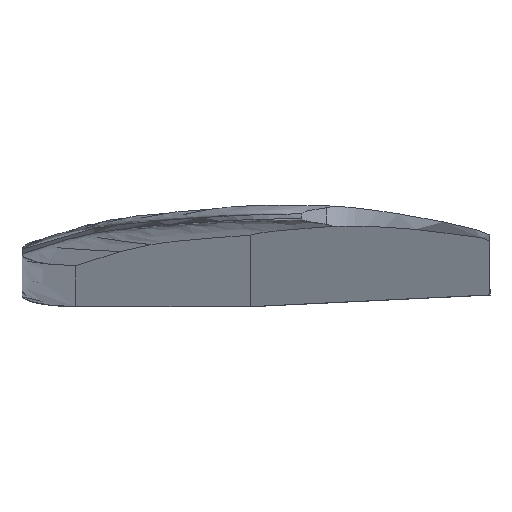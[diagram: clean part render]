
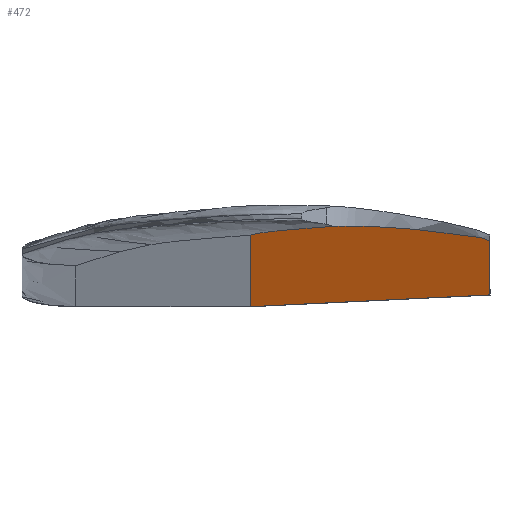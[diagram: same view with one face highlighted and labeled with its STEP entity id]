
A CAD part, left-side view. The second image highlights one B-rep face of the part: STEP entity #472.
In plain terms, the highlighted planar face has unit normal (-0.052, -0.049, -0.997).
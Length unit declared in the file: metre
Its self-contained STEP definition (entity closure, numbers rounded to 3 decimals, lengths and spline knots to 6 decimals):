
#36=LINE('',#744,#62);
#50=LINE('',#1957,#76);
#51=LINE('',#2304,#77);
#62=VECTOR('',#520,1.);
#76=VECTOR('',#550,1.);
#77=VECTOR('',#553,1.);
#197=ORIENTED_EDGE('',*,*,#289,.F.);
#198=ORIENTED_EDGE('',*,*,#243,.T.);
#199=ORIENTED_EDGE('',*,*,#280,.T.);
#200=ORIENTED_EDGE('',*,*,#288,.T.);
#201=ORIENTED_EDGE('',*,*,#286,.T.);
#243=EDGE_CURVE('',#311,#310,#36,.T.);
#280=EDGE_CURVE('',#310,#333,#375,.T.);
#286=EDGE_CURVE('',#336,#335,#50,.T.);
#288=EDGE_CURVE('',#333,#336,#380,.T.);
#289=EDGE_CURVE('',#311,#335,#51,.T.);
#310=VERTEX_POINT('',#743);
#311=VERTEX_POINT('',#745);
#333=VERTEX_POINT('',#1700);
#335=VERTEX_POINT('',#1956);
#336=VERTEX_POINT('',#1958);
#375=B_SPLINE_CURVE_WITH_KNOTS('',3,(#1701,#1702,#1703,#1704,#1705,#1706,
#1707,#1708,#1709,#1710,#1711,#1712,#1713,#1714,#1715,#1716,#1717,#1718,
#1719),.UNSPECIFIED.,.F.,.F.,(4,1,1,1,1,1,1,1,1,1,1,1,1,1,1,1,4),(0.,0.002432,
0.004864,0.009728,0.014592,0.019456,
0.029184,0.038913,0.048641,0.053505,
0.058369,0.063233,0.068097,0.070529,
0.072961,0.075393,0.077825),.UNSPECIFIED.);
#380=B_SPLINE_CURVE_WITH_KNOTS('',3,(#2265,#2266,#2267,#2268,#2269,#2270,
#2271,#2272,#2273,#2274,#2275,#2276,#2277,#2278,#2279,#2280,#2281,#2282,
#2283,#2284,#2285,#2286,#2287,#2288,#2289,#2290,#2291,#2292,#2293,#2294,
#2295,#2296,#2297,#2298,#2299,#2300,#2301,#2302),.UNSPECIFIED.,.F.,.F.,
(4,1,1,1,1,1,1,1,1,1,1,1,1,1,1,1,1,1,1,1,1,1,1,1,1,1,1,1,1,1,1,1,1,1,1,
4),(0.,0.0625,0.078125,0.09375,0.125,0.1875,0.21875,0.234375,0.25,0.265625,
0.28125,0.3125,0.34375,0.359375,0.375,0.390625,0.40625,0.4375,0.46875,0.5,
0.53125,0.5625,0.59375,0.625,0.65625,0.6875,0.75,0.8125,0.84375,0.875,0.90625,
0.921875,0.9375,0.953125,0.96875,1.),.UNSPECIFIED.);
#405=EDGE_LOOP('',(#197,#198,#199,#200,#201));
#432=FACE_BOUND('',#405,.T.);
#447=PLANE('',#500);
#472=ADVANCED_FACE('',(#432),#447,.T.);
#500=AXIS2_PLACEMENT_3D('',#2303,#551,#552);
#520=DIRECTION('',(-0.999,0.,0.052));
#550=DIRECTION('',(0.999,0.,-0.052));
#551=DIRECTION('',(-0.052,-0.049,-0.997));
#552=DIRECTION('',(-0.999,0.,0.052));
#553=DIRECTION('',(0.,0.999,-0.049));
#743=CARTESIAN_POINT('',(-0.178969,-0.080138,0.006294));
#744=CARTESIAN_POINT('',(-0.178969,-0.080138,0.006294));
#745=CARTESIAN_POINT('',(-0.002059,-0.080138,-0.002978));
#1700=CARTESIAN_POINT('',(-0.250752,-0.053418,0.008752));
#1701=CARTESIAN_POINT('',(-0.178969,-0.080138,0.006294));
#1702=CARTESIAN_POINT('',(-0.179792,-0.080131,0.006336));
#1703=CARTESIAN_POINT('',(-0.181415,-0.079997,0.006415));
#1704=CARTESIAN_POINT('',(-0.184635,-0.079589,0.006564));
#1705=CARTESIAN_POINT('',(-0.188627,-0.078908,0.00674));
#1706=CARTESIAN_POINT('',(-0.193391,-0.077943,0.006942));
#1707=CARTESIAN_POINT('',(-0.199711,-0.076491,0.007202));
#1708=CARTESIAN_POINT('',(-0.207559,-0.074376,0.00751));
#1709=CARTESIAN_POINT('',(-0.216838,-0.07143,0.007853));
#1710=CARTESIAN_POINT('',(-0.224483,-0.068704,0.00812));
#1711=CARTESIAN_POINT('',(-0.230537,-0.066334,0.008322));
#1712=CARTESIAN_POINT('',(-0.235026,-0.064447,0.008465));
#1713=CARTESIAN_POINT('',(-0.239416,-0.062334,0.008592));
#1714=CARTESIAN_POINT('',(-0.242948,-0.060296,0.008677));
#1715=CARTESIAN_POINT('',(-0.245708,-0.058588,0.008739));
#1716=CARTESIAN_POINT('',(-0.247709,-0.057158,0.008774));
#1717=CARTESIAN_POINT('',(-0.249469,-0.055487,0.008784));
#1718=CARTESIAN_POINT('',(-0.250348,-0.054129,0.008764));
#1719=CARTESIAN_POINT('',(-0.250752,-0.053418,0.00875));
#1956=CARTESIAN_POINT('',(-0.002059,-0.039138,-0.004981));
#1957=CARTESIAN_POINT('',(-0.001821,-0.039138,-0.004993));
#1958=CARTESIAN_POINT('',(-0.23481,-0.039138,0.007217));
#2265=CARTESIAN_POINT('',(-0.250751,-0.053418,0.00875));
#2266=CARTESIAN_POINT('',(-0.250541,-0.053,0.008719));
#2267=CARTESIAN_POINT('',(-0.250271,-0.052471,0.008679));
#2268=CARTESIAN_POINT('',(-0.249954,-0.051858,0.008632));
#2269=CARTESIAN_POINT('',(-0.249715,-0.0514,0.008597));
#2270=CARTESIAN_POINT('',(-0.249295,-0.050605,0.008537));
#2271=CARTESIAN_POINT('',(-0.248838,-0.049764,0.008471));
#2272=CARTESIAN_POINT('',(-0.248459,-0.049088,0.008419));
#2273=CARTESIAN_POINT('',(-0.248241,-0.048705,0.008388));
#2274=CARTESIAN_POINT('',(-0.248101,-0.048461,0.008369));
#2275=CARTESIAN_POINT('',(-0.247883,-0.048087,0.00834));
#2276=CARTESIAN_POINT('',(-0.247625,-0.047656,0.008305));
#2277=CARTESIAN_POINT('',(-0.247301,-0.047131,0.008262));
#2278=CARTESIAN_POINT('',(-0.246996,-0.046658,0.008223));
#2279=CARTESIAN_POINT('',(-0.24675,-0.046294,0.008193));
#2280=CARTESIAN_POINT('',(-0.246589,-0.046061,0.008173));
#2281=CARTESIAN_POINT('',(-0.246358,-0.045737,0.008145));
#2282=CARTESIAN_POINT('',(-0.246071,-0.045353,0.008111));
#2283=CARTESIAN_POINT('',(-0.245701,-0.044884,0.008069));
#2284=CARTESIAN_POINT('',(-0.245248,-0.044356,0.008019));
#2285=CARTESIAN_POINT('',(-0.24481,-0.043885,0.007973));
#2286=CARTESIAN_POINT('',(-0.244286,-0.043374,0.007921));
#2287=CARTESIAN_POINT('',(-0.243761,-0.042913,0.007871));
#2288=CARTESIAN_POINT('',(-0.243224,-0.042489,0.007822));
#2289=CARTESIAN_POINT('',(-0.242641,-0.042072,0.007771));
#2290=CARTESIAN_POINT('',(-0.242038,-0.041679,0.00772));
#2291=CARTESIAN_POINT('',(-0.241248,-0.041207,0.007656));
#2292=CARTESIAN_POINT('',(-0.240195,-0.040653,0.007574));
#2293=CARTESIAN_POINT('',(-0.239071,-0.040159,0.00749));
#2294=CARTESIAN_POINT('',(-0.238193,-0.039833,0.007428));
#2295=CARTESIAN_POINT('',(-0.237565,-0.039625,0.007385));
#2296=CARTESIAN_POINT('',(-0.23696,-0.039455,0.007345));
#2297=CARTESIAN_POINT('',(-0.23651,-0.039349,0.007317));
#2298=CARTESIAN_POINT('',(-0.236207,-0.039286,0.007298));
#2299=CARTESIAN_POINT('',(-0.235809,-0.039216,0.007273));
#2300=CARTESIAN_POINT('',(-0.235343,-0.039157,0.007246));
#2301=CARTESIAN_POINT('',(-0.235014,-0.039138,0.007228));
#2302=CARTESIAN_POINT('',(-0.23481,-0.039138,0.007217));
#2303=CARTESIAN_POINT('',(-0.000949,-0.039138,-0.005039));
#2304=CARTESIAN_POINT('',(-0.002059,-0.039135,-0.004981));
